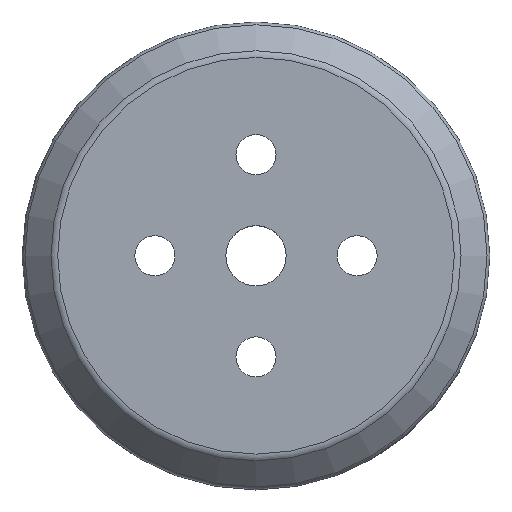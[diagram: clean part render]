
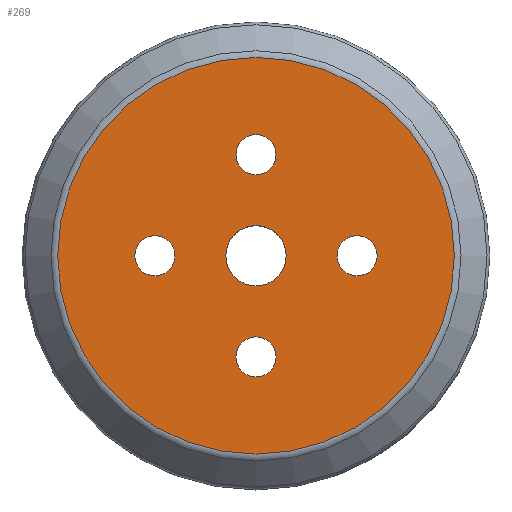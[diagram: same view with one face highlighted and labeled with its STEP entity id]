
A CAD part, top view. The second image highlights one B-rep face of the part: STEP entity #269.
In plain terms, the highlighted planar face has unit normal (0, 0, 1).
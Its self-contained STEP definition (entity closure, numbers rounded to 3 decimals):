
#42=FACE_BOUND('',#75,.T.);
#43=FACE_BOUND('',#76,.T.);
#44=FACE_BOUND('',#77,.T.);
#45=FACE_BOUND('',#78,.T.);
#46=FACE_BOUND('',#79,.T.);
#53=PLANE('',#292);
#57=FACE_OUTER_BOUND('',#74,.T.);
#74=EDGE_LOOP('',(#194));
#75=EDGE_LOOP('',(#195));
#76=EDGE_LOOP('',(#196));
#77=EDGE_LOOP('',(#197));
#78=EDGE_LOOP('',(#198));
#79=EDGE_LOOP('',(#199));
#101=CIRCLE('',#288,15.689);
#105=CIRCLE('',#293,1.588);
#106=CIRCLE('',#294,1.588);
#107=CIRCLE('',#295,1.588);
#108=CIRCLE('',#296,1.588);
#109=CIRCLE('',#297,2.381);
#129=VERTEX_POINT('',#435);
#132=VERTEX_POINT('',#443);
#133=VERTEX_POINT('',#445);
#134=VERTEX_POINT('',#447);
#135=VERTEX_POINT('',#449);
#136=VERTEX_POINT('',#451);
#152=EDGE_CURVE('',#129,#129,#101,.T.);
#156=EDGE_CURVE('',#132,#132,#105,.T.);
#157=EDGE_CURVE('',#133,#133,#106,.T.);
#158=EDGE_CURVE('',#134,#134,#107,.T.);
#159=EDGE_CURVE('',#135,#135,#108,.T.);
#160=EDGE_CURVE('',#136,#136,#109,.T.);
#194=ORIENTED_EDGE('',*,*,#152,.F.);
#195=ORIENTED_EDGE('',*,*,#156,.T.);
#196=ORIENTED_EDGE('',*,*,#157,.T.);
#197=ORIENTED_EDGE('',*,*,#158,.T.);
#198=ORIENTED_EDGE('',*,*,#159,.T.);
#199=ORIENTED_EDGE('',*,*,#160,.F.);
#269=ADVANCED_FACE('',(#57,#42,#43,#44,#45,#46),#53,.T.);
#288=AXIS2_PLACEMENT_3D('',#436,#336,#337);
#292=AXIS2_PLACEMENT_3D('',#442,#344,#345);
#293=AXIS2_PLACEMENT_3D('',#444,#346,#347);
#294=AXIS2_PLACEMENT_3D('',#446,#348,#349);
#295=AXIS2_PLACEMENT_3D('',#448,#350,#351);
#296=AXIS2_PLACEMENT_3D('',#450,#352,#353);
#297=AXIS2_PLACEMENT_3D('',#452,#354,#355);
#336=DIRECTION('center_axis',(0.,0.,-1.));
#337=DIRECTION('ref_axis',(-1.,0.,0.));
#344=DIRECTION('center_axis',(0.,0.,1.));
#345=DIRECTION('ref_axis',(1.,0.,0.));
#346=DIRECTION('center_axis',(0.,0.,-1.));
#347=DIRECTION('ref_axis',(0.,1.,0.));
#348=DIRECTION('center_axis',(0.,0.,-1.));
#349=DIRECTION('ref_axis',(1.,0.,0.));
#350=DIRECTION('center_axis',(0.,0.,-1.));
#351=DIRECTION('ref_axis',(0.,-1.,0.));
#352=DIRECTION('center_axis',(0.,0.,-1.));
#353=DIRECTION('ref_axis',(-1.,0.,0.));
#354=DIRECTION('center_axis',(0.,0.,1.));
#355=DIRECTION('ref_axis',(1.,0.,0.));
#435=CARTESIAN_POINT('',(-15.689,0.,21.1));
#436=CARTESIAN_POINT('Origin',(0.,0.,21.1));
#442=CARTESIAN_POINT('Origin',(2.381,0.,21.1));
#443=CARTESIAN_POINT('',(-8.,-1.587,21.1));
#444=CARTESIAN_POINT('Origin',(-8.,0.,21.1));
#445=CARTESIAN_POINT('',(-1.587,8.,21.1));
#446=CARTESIAN_POINT('Origin',(0.,8.,21.1));
#447=CARTESIAN_POINT('',(8.,1.588,21.1));
#448=CARTESIAN_POINT('Origin',(8.,0.,21.1));
#449=CARTESIAN_POINT('',(1.588,-8.,21.1));
#450=CARTESIAN_POINT('Origin',(0.,-8.,21.1));
#451=CARTESIAN_POINT('',(-2.381,0.,21.1));
#452=CARTESIAN_POINT('Origin',(0.,0.,21.1));
